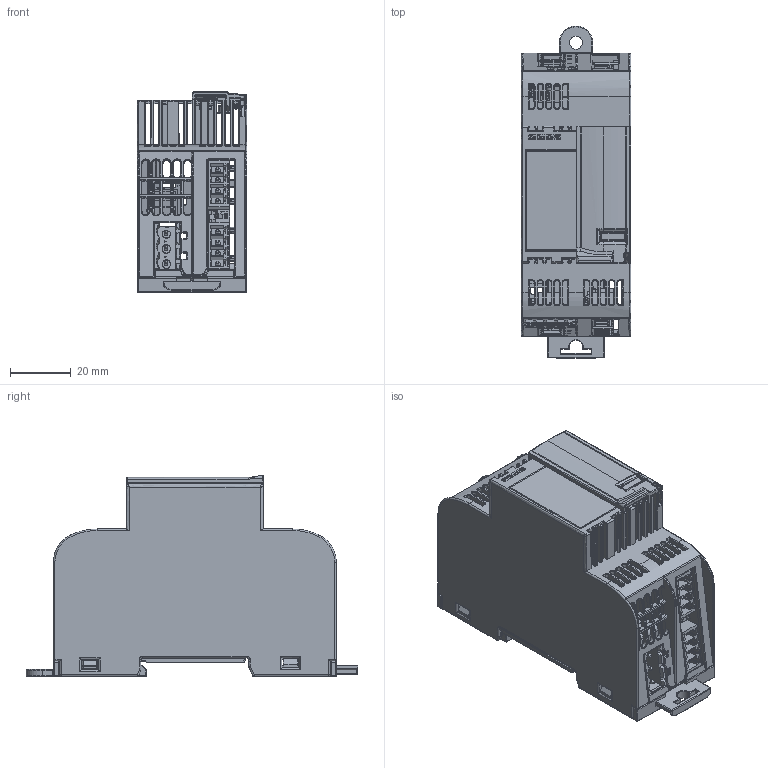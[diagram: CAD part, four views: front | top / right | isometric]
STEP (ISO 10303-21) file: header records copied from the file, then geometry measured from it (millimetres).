
FILE_DESCRIPTION(('STEP AP214'),'1');
FILE_NAME('cctmp_EDF1E121-5ED4-4274-A302-CD407FD6464A_2024_09_26_09_57_41_0760..stp','2024-09-26T07:57:48',('SIEMENS A&D'),('CADClick - www.CADClick.com'),'Spatial InterOp 3D',' ','unknown authorization');
FILE_SCHEMA(('AUTOMOTIVE_DESIGN'));
Length unit declared in the file: millimetre
Products named in the file (364): cc_unnamed; 2024_09_26_09_57_41_0573; 2024_09_26_09_57_41_0535; 2024_09_26_09_57_41_0504; 2024_09_26_09_57_41_0472; 2024_09_26_09_57_41_0434; 2024_09_26_09_57_41_0403; 2024_09_26_09_57_41_0372; 2024_09_26_09_57_41_0334; 2024_09_26_09_57_41_0303; 2024_09_26_09_57_41_0271; 2024_09_26_09_57_41_0233; 2024_09_26_09_57_41_0202; 2024_09_26_09_57_41_0171; 2024_09_26_09_57_41_0133; 2024_09_26_09_57_41_0102; 2024_09_26_09_57_41_0071; 2024_09_26_09_57_41_0033; 2024_09_26_09_57_41_0001; 2024_09_26_09_57_40_0970; 2024_09_26_09_57_40_0933; 2024_09_26_09_57_40_0901; 2024_09_26_09_57_40_0870; 2024_09_26_09_57_40_0832; 2024_09_26_09_57_40_0801; 2024_09_26_09_57_40_0770; 2024_09_26_09_57_40_0732; 2024_09_26_09_57_40_0701; 2024_09_26_09_57_40_0669; 2024_09_26_09_57_40_0631; 2024_09_26_09_57_40_0600; 2024_09_26_09_57_40_0569; 2024_09_26_09_57_40_0532; 2024_09_26_09_57_40_0500; 2024_09_26_09_57_40_0469; 2024_09_26_09_57_40_0431; 2024_09_26_09_57_40_0400; 2024_09_26_09_57_40_0369; 2024_09_26_09_57_40_0331; 2024_09_26_09_57_40_0300 ...
Assembly tree (363 placements, depth 2):
  cc_unnamed
    2024_09_26_09_57_41_0573
    2024_09_26_09_57_41_0535
    2024_09_26_09_57_41_0504
    2024_09_26_09_57_41_0472
    2024_09_26_09_57_41_0434
    2024_09_26_09_57_41_0403
    2024_09_26_09_57_41_0372
    2024_09_26_09_57_41_0334
    2024_09_26_09_57_41_0303
    2024_09_26_09_57_41_0271
    2024_09_26_09_57_41_0233
    2024_09_26_09_57_41_0202
    2024_09_26_09_57_41_0171
    2024_09_26_09_57_41_0133
    2024_09_26_09_57_41_0102
    2024_09_26_09_57_41_0071
    2024_09_26_09_57_41_0033
    2024_09_26_09_57_41_0001
    2024_09_26_09_57_40_0970
    2024_09_26_09_57_40_0933
    2024_09_26_09_57_40_0901
    2024_09_26_09_57_40_0870
    2024_09_26_09_57_40_0832
    2024_09_26_09_57_40_0801
    2024_09_26_09_57_40_0770
    2024_09_26_09_57_40_0732
    2024_09_26_09_57_40_0701
    2024_09_26_09_57_40_0669
    2024_09_26_09_57_40_0631
    2024_09_26_09_57_40_0600
    2024_09_26_09_57_40_0569
    2024_09_26_09_57_40_0532
    2024_09_26_09_57_40_0500
    2024_09_26_09_57_40_0469
    2024_09_26_09_57_40_0431
    2024_09_26_09_57_40_0400
    2024_09_26_09_57_40_0369
    2024_09_26_09_57_40_0331
    2024_09_26_09_57_40_0300
    2024_09_26_09_57_40_0268
    2024_09_26_09_57_40_0231
    2024_09_26_09_57_40_0200
    2024_09_26_09_57_40_0168
    2024_09_26_09_57_40_0131
    2024_09_26_09_57_40_0099
    2024_09_26_09_57_40_0068
    2024_09_26_09_57_40_0031
    2024_09_26_09_57_39_0999
    2024_09_26_09_57_39_0968
    2024_09_26_09_57_39_0930
    2024_09_26_09_57_39_0899
    2024_09_26_09_57_39_0868
    2024_09_26_09_57_39_0830
    2024_09_26_09_57_39_0799
    2024_09_26_09_57_39_0768
    2024_09_26_09_57_39_0730
    2024_09_26_09_57_39_0699
    2024_09_26_09_57_39_0667
    2024_09_26_09_57_39_0629
Bounding box: 36 x 109.15 x 66.08 mm (x, y, z)
Volume: 30751.2 mm3; surface area: 54612.5 mm2
Topology: 48 solids, 386 shells, 5562 faces, 15160 edges, 9822 vertices
Faces by surface type: plane 2695, cylinder 1838, torus 448, sphere 266, bspline 212, extrusion 57, cone 46
Entity records: 253041 total; most frequent: CARTESIAN_POINT 57803, DIRECTION 29860, ORIENTED_EDGE 28096, EDGE_CURVE 14898, AXIS2_PLACEMENT_3D 10107, VERTEX_POINT 9822, VECTOR 9646, LINE 9589
